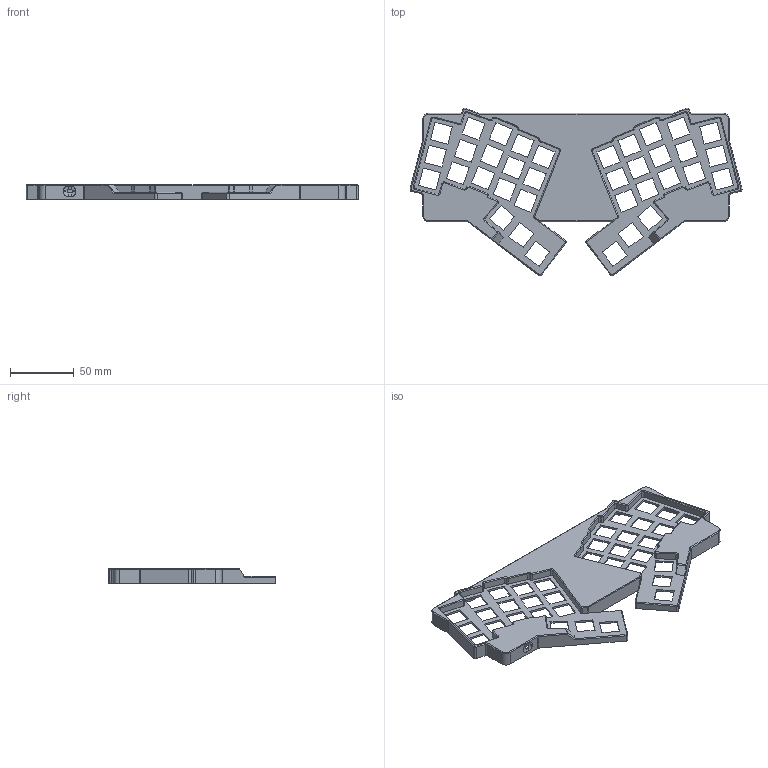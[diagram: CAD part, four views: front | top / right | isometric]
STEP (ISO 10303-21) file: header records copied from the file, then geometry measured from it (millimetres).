
FILE_DESCRIPTION(/* description */ (''),/* implementation_level */ '2;1');
FILE_NAME(/* name */ 'case_top.step',/* time_stamp */ '2024-06-19T12:23:32-07:00',/* author */ (''),/* organization */ (''),/* preprocessor_version */ 'ST-DEVELOPER v20',/* originating_system */ 'Autodesk Translation Framework v13.14.0.145',/* authorisation */ '');
FILE_SCHEMA (('AUTOMOTIVE_DESIGN { 1 0 10303 214 3 1 1 }'));
Length unit declared in the file: millimetre
Products named in the file (2): alias; top
Assembly tree (1 placements, depth 2):
  alias
    top
Bounding box: 259.84 x 131.17 x 11.7 mm (x, y, z)
Volume: 82207.4 mm3; surface area: 54145.3 mm2
Topology: 1 solids, 1 shells, 547 faces, 1433 edges, 902 vertices
Faces by surface type: plane 374, cylinder 83, cone 76, bspline 14
Full cylindrical faces by diameter (mm): 3 x11
Entity records: 17162 total; most frequent: CARTESIAN_POINT 3457, ORIENTED_EDGE 2866, DIRECTION 2717, EDGE_CURVE 1433, LINE 1157, VECTOR 1157, VERTEX_POINT 902, AXIS2_PLACEMENT_3D 780
